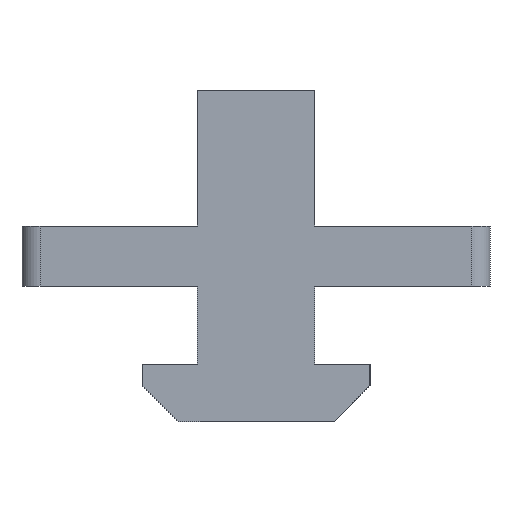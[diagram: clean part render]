
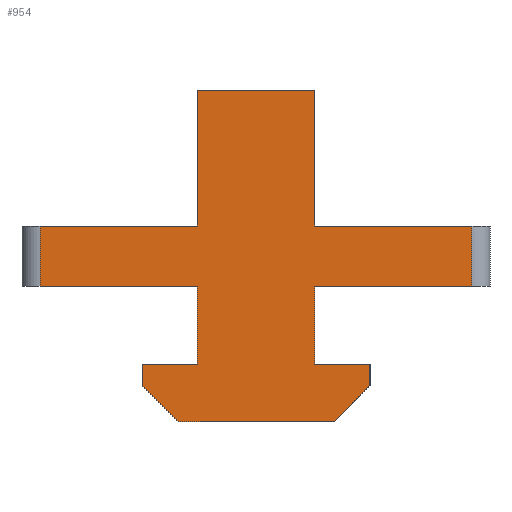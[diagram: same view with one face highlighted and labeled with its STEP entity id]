
A CAD part, left-side view. The second image highlights one B-rep face of the part: STEP entity #954.
In plain terms, the highlighted planar face has unit normal (-1, 0, 0).
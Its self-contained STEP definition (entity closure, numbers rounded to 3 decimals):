
#105=ORIENTED_EDGE('',*,*,#369,.F.);
#106=ORIENTED_EDGE('',*,*,#370,.F.);
#107=ORIENTED_EDGE('',*,*,#368,.F.);
#108=ORIENTED_EDGE('',*,*,#371,.F.);
#109=ORIENTED_EDGE('',*,*,#372,.F.);
#110=ORIENTED_EDGE('',*,*,#373,.F.);
#111=ORIENTED_EDGE('',*,*,#374,.F.);
#112=ORIENTED_EDGE('',*,*,#375,.F.);
#113=ORIENTED_EDGE('',*,*,#347,.T.);
#114=ORIENTED_EDGE('',*,*,#376,.F.);
#115=ORIENTED_EDGE('',*,*,#377,.F.);
#116=ORIENTED_EDGE('',*,*,#378,.F.);
#117=ORIENTED_EDGE('',*,*,#379,.F.);
#118=ORIENTED_EDGE('',*,*,#380,.F.);
#119=ORIENTED_EDGE('',*,*,#381,.T.);
#120=ORIENTED_EDGE('',*,*,#382,.F.);
#121=ORIENTED_EDGE('',*,*,#383,.F.);
#122=ORIENTED_EDGE('',*,*,#384,.F.);
#347=EDGE_CURVE('',#479,#480,#573,.T.);
#368=EDGE_CURVE('',#500,#498,#582,.T.);
#369=EDGE_CURVE('',#501,#502,#583,.T.);
#370=EDGE_CURVE('',#498,#501,#584,.T.);
#371=EDGE_CURVE('',#503,#500,#585,.T.);
#372=EDGE_CURVE('',#504,#503,#586,.T.);
#373=EDGE_CURVE('',#505,#504,#587,.T.);
#374=EDGE_CURVE('',#506,#505,#588,.T.);
#375=EDGE_CURVE('',#479,#506,#589,.T.);
#376=EDGE_CURVE('',#507,#480,#590,.T.);
#377=EDGE_CURVE('',#508,#507,#591,.T.);
#378=EDGE_CURVE('',#509,#508,#592,.T.);
#379=EDGE_CURVE('',#510,#509,#593,.T.);
#380=EDGE_CURVE('',#511,#510,#594,.T.);
#381=EDGE_CURVE('',#511,#512,#595,.T.);
#382=EDGE_CURVE('',#513,#512,#596,.T.);
#383=EDGE_CURVE('',#514,#513,#597,.T.);
#384=EDGE_CURVE('',#502,#514,#598,.T.);
#479=VERTEX_POINT('',#1411);
#480=VERTEX_POINT('',#1412);
#498=VERTEX_POINT('',#1452);
#500=VERTEX_POINT('',#1456);
#501=VERTEX_POINT('',#1460);
#502=VERTEX_POINT('',#1461);
#503=VERTEX_POINT('',#1464);
#504=VERTEX_POINT('',#1466);
#505=VERTEX_POINT('',#1468);
#506=VERTEX_POINT('',#1470);
#507=VERTEX_POINT('',#1473);
#508=VERTEX_POINT('',#1475);
#509=VERTEX_POINT('',#1477);
#510=VERTEX_POINT('',#1479);
#511=VERTEX_POINT('',#1481);
#512=VERTEX_POINT('',#1483);
#513=VERTEX_POINT('',#1485);
#514=VERTEX_POINT('',#1487);
#573=LINE('',#1410,#663);
#582=LINE('',#1457,#672);
#583=LINE('',#1459,#673);
#584=LINE('',#1462,#674);
#585=LINE('',#1463,#675);
#586=LINE('',#1465,#676);
#587=LINE('',#1467,#677);
#588=LINE('',#1469,#678);
#589=LINE('',#1471,#679);
#590=LINE('',#1472,#680);
#591=LINE('',#1474,#681);
#592=LINE('',#1476,#682);
#593=LINE('',#1478,#683);
#594=LINE('',#1480,#684);
#595=LINE('',#1482,#685);
#596=LINE('',#1484,#686);
#597=LINE('',#1486,#687);
#598=LINE('',#1488,#688);
#663=VECTOR('',#1122,1000.);
#672=VECTOR('',#1163,1000.);
#673=VECTOR('',#1166,1000.);
#674=VECTOR('',#1167,1000.);
#675=VECTOR('',#1168,1000.);
#676=VECTOR('',#1169,1000.);
#677=VECTOR('',#1170,1000.);
#678=VECTOR('',#1171,1000.);
#679=VECTOR('',#1172,1000.);
#680=VECTOR('',#1173,1000.);
#681=VECTOR('',#1174,1000.);
#682=VECTOR('',#1175,1000.);
#683=VECTOR('',#1176,1000.);
#684=VECTOR('',#1177,1000.);
#685=VECTOR('',#1178,1000.);
#686=VECTOR('',#1179,1000.);
#687=VECTOR('',#1180,1000.);
#688=VECTOR('',#1181,1000.);
#762=EDGE_LOOP('',(#105,#106,#107,#108,#109,#110,#111,#112,#113,#114,#115,
#116,#117,#118,#119,#120,#121,#122));
#842=FACE_BOUND('',#762,.T.);
#914=PLANE('',#1036);
#954=ADVANCED_FACE('',(#842),#914,.T.);
#1036=AXIS2_PLACEMENT_3D('',#1458,#1164,#1165);
#1122=DIRECTION('',(0.,-1.,0.));
#1163=DIRECTION('',(0.,0.,1.));
#1164=DIRECTION('',(-1.,0.,0.));
#1165=DIRECTION('',(0.,0.,1.));
#1166=DIRECTION('',(0.,0.,1.));
#1167=DIRECTION('',(0.,-1.,0.));
#1168=DIRECTION('',(0.,1.,0.));
#1169=DIRECTION('',(0.,0.,1.));
#1170=DIRECTION('',(0.,-1.,0.));
#1171=DIRECTION('',(0.,0.,1.));
#1172=DIRECTION('',(0.,0.707,0.707));
#1173=DIRECTION('',(0.,0.707,-0.707));
#1174=DIRECTION('',(0.,0.,-1.));
#1175=DIRECTION('',(0.,-1.,0.));
#1176=DIRECTION('',(0.,0.,-1.));
#1177=DIRECTION('',(0.,1.,0.));
#1178=DIRECTION('',(0.,0.,1.));
#1179=DIRECTION('',(0.,-1.,0.));
#1180=DIRECTION('',(0.,0.,-1.));
#1181=DIRECTION('',(0.,-1.,0.));
#1410=CARTESIAN_POINT('',(-40.,18.,-27.6));
#1411=CARTESIAN_POINT('',(-40.,6.5,-27.6));
#1412=CARTESIAN_POINT('',(-40.,-6.5,-27.6));
#1452=CARTESIAN_POINT('',(-40.,18.,-11.3));
#1456=CARTESIAN_POINT('',(-40.,18.,-16.3));
#1457=CARTESIAN_POINT('',(-40.,18.,-27.6));
#1458=CARTESIAN_POINT('',(-40.,18.,-27.6));
#1459=CARTESIAN_POINT('',(-40.,4.9,-27.6));
#1460=CARTESIAN_POINT('',(-40.,4.9,-11.3));
#1461=CARTESIAN_POINT('',(-40.,4.9,0.));
#1462=CARTESIAN_POINT('',(-40.,18.,-11.3));
#1463=CARTESIAN_POINT('',(-40.,18.,-16.3));
#1464=CARTESIAN_POINT('',(-40.,4.9,-16.3));
#1465=CARTESIAN_POINT('',(-40.,4.9,-27.6));
#1466=CARTESIAN_POINT('',(-40.,4.9,-22.8));
#1467=CARTESIAN_POINT('',(-40.,18.,-22.8));
#1468=CARTESIAN_POINT('',(-40.,9.5,-22.8));
#1469=CARTESIAN_POINT('',(-40.,9.5,-27.6));
#1470=CARTESIAN_POINT('',(-40.,9.5,-24.6));
#1471=CARTESIAN_POINT('',(-40.,12.25,-21.85));
#1472=CARTESIAN_POINT('',(-40.,5.75,-39.85));
#1473=CARTESIAN_POINT('',(-40.,-9.5,-24.6));
#1474=CARTESIAN_POINT('',(-40.,-9.5,-27.6));
#1475=CARTESIAN_POINT('',(-40.,-9.5,-22.8));
#1476=CARTESIAN_POINT('',(-40.,18.,-22.8));
#1477=CARTESIAN_POINT('',(-40.,-4.9,-22.8));
#1478=CARTESIAN_POINT('',(-40.,-4.9,-27.6));
#1479=CARTESIAN_POINT('',(-40.,-4.9,-16.3));
#1480=CARTESIAN_POINT('',(-40.,18.,-16.3));
#1481=CARTESIAN_POINT('',(-40.,-18.,-16.3));
#1482=CARTESIAN_POINT('',(-40.,-18.,-27.6));
#1483=CARTESIAN_POINT('',(-40.,-18.,-11.3));
#1484=CARTESIAN_POINT('',(-40.,18.,-11.3));
#1485=CARTESIAN_POINT('',(-40.,-4.9,-11.3));
#1486=CARTESIAN_POINT('',(-40.,-4.9,-27.6));
#1487=CARTESIAN_POINT('',(-40.,-4.9,0.));
#1488=CARTESIAN_POINT('',(-40.,18.,0.));
